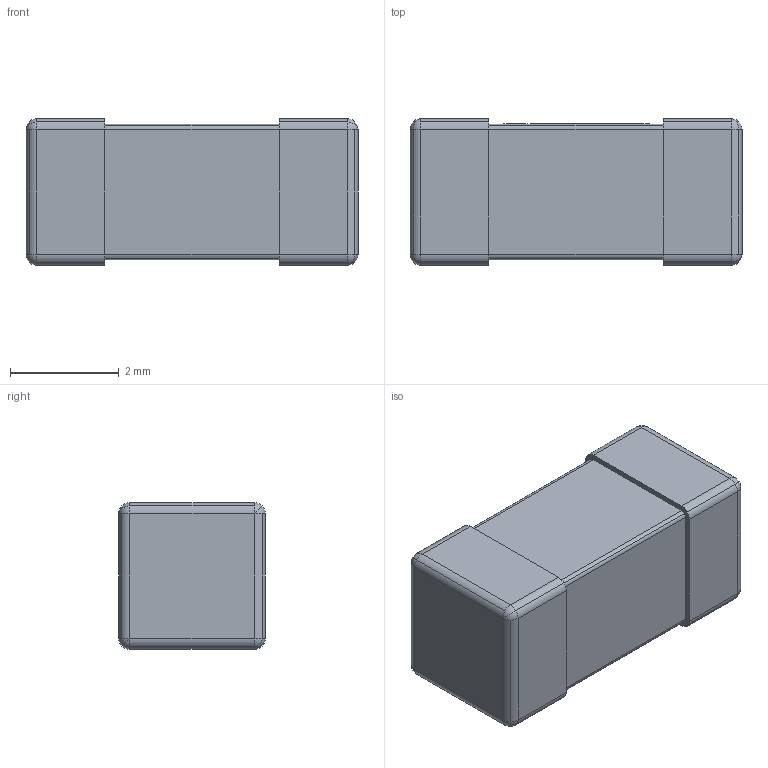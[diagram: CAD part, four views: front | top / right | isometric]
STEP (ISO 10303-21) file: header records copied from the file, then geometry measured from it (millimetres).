
FILE_DESCRIPTION (( 'STEP AP214' ), '1' );
FILE_NAME ('730BD4C7-560B-4C51-8AB1-4A0F76D481F6.STEP', '2023-09-14T05:44:49', ( '' ), ( '' ), 'SwSTEP 2.0', 'SolidWorks 2022', '' );
FILE_SCHEMA (( 'AUTOMOTIVE_DESIGN' ));
Length unit declared in the file: millimetre
Products named in the file (1): 730BD4C7-560B-4C51-8AB1-4A0F76D481F6
Bounding box: 6.1 x 2.69 x 2.69 mm (x, y, z)
Volume: 40.5 mm3; surface area: 101.1 mm2
Topology: 3 solids, 3 shells, 348 faces, 920 edges, 600 vertices
Faces by surface type: plane 183, bspline 109, cylinder 40, sphere 16
Entity records: 11804 total; most frequent: CARTESIAN_POINT 3614, ORIENTED_EDGE 1840, DIRECTION 1270, EDGE_CURVE 920, LINE 614, VECTOR 614, VERTEX_POINT 600, EDGE_LOOP 370
